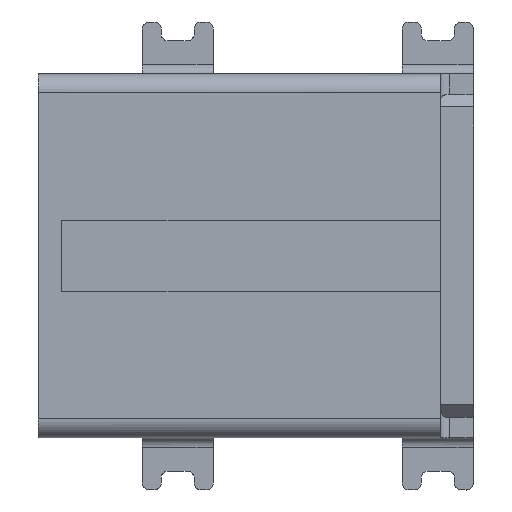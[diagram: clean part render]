
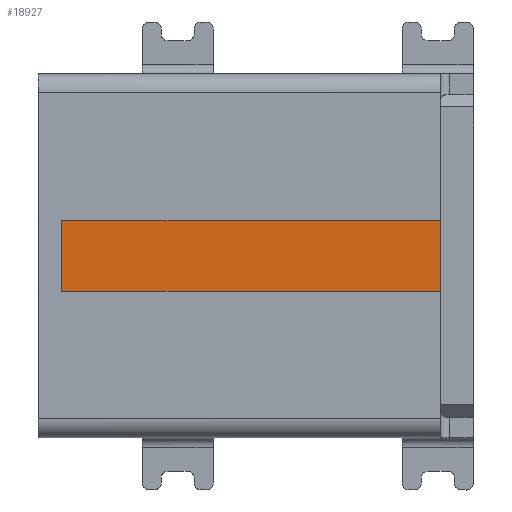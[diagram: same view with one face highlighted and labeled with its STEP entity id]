
A CAD part, top view. The second image highlights one B-rep face of the part: STEP entity #18927.
In plain terms, the highlighted planar face has unit normal (0, 0, 1).
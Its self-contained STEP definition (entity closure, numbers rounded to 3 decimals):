
#18563 = PLANE('',#18564);
#18564 = AXIS2_PLACEMENT_3D('',#18565,#18566,#18567);
#18565 = CARTESIAN_POINT('',(-4.555,0.,
    3.861));
#18566 = DIRECTION('',(1.,0.,0.));
#18567 = DIRECTION('',(0.,1.,0.));
#18591 = PLANE('',#18592);
#18592 = AXIS2_PLACEMENT_3D('',#18593,#18594,#18595);
#18593 = CARTESIAN_POINT('',(-0.555,0.75,
    3.861));
#18594 = DIRECTION('',(0.,-1.,0.));
#18595 = DIRECTION('',(1.,0.,0.));
#18619 = PLANE('',#18620);
#18620 = AXIS2_PLACEMENT_3D('',#18621,#18622,#18623);
#18621 = CARTESIAN_POINT('',(3.445,0.,
    3.861));
#18622 = DIRECTION('',(1.,0.,0.));
#18623 = DIRECTION('',(0.,1.,0.));
#18645 = PLANE('',#18646);
#18646 = AXIS2_PLACEMENT_3D('',#18647,#18648,#18649);
#18647 = CARTESIAN_POINT('',(-0.555,-0.75,
    3.861));
#18648 = DIRECTION('',(0.,1.,0.));
#18649 = DIRECTION('',(-1.,0.,0.));
#18732 = VERTEX_POINT('',#18733);
#18733 = CARTESIAN_POINT('',(-4.555,0.75,
    3.976));
#18754 = EDGE_CURVE('',#18755,#18732,#18757,.T.);
#18755 = VERTEX_POINT('',#18756);
#18756 = CARTESIAN_POINT('',(3.445,0.75,
    3.976));
#18757 = SURFACE_CURVE('',#18758,(#18762,#18769),.PCURVE_S1.);
#18758 = LINE('',#18759,#18760);
#18759 = CARTESIAN_POINT('',(-0.555,0.75,
    3.976));
#18760 = VECTOR('',#18761,1.);
#18761 = DIRECTION('',(-1.,0.,0.));
#18762 = PCURVE('',#18591,#18763);
#18763 = DEFINITIONAL_REPRESENTATION('',(#18764),#18768);
#18764 = LINE('',#18765,#18766);
#18765 = CARTESIAN_POINT('',(0.,0.115));
#18766 = VECTOR('',#18767,1.);
#18767 = DIRECTION('',(-1.,0.));
#18768 = ( GEOMETRIC_REPRESENTATION_CONTEXT(2) 
PARAMETRIC_REPRESENTATION_CONTEXT() REPRESENTATION_CONTEXT('2D SPACE',''
  ) );
#18769 = PCURVE('',#18770,#18775);
#18770 = PLANE('',#18771);
#18771 = AXIS2_PLACEMENT_3D('',#18772,#18773,#18774);
#18772 = CARTESIAN_POINT('',(-0.555,0.,
    3.976));
#18773 = DIRECTION('',(0.,0.,-1.));
#18774 = DIRECTION('',(-1.,0.,0.));
#18775 = DEFINITIONAL_REPRESENTATION('',(#18776),#18780);
#18776 = LINE('',#18777,#18778);
#18777 = CARTESIAN_POINT('',(0.,0.75));
#18778 = VECTOR('',#18779,1.);
#18779 = DIRECTION('',(1.,0.));
#18780 = ( GEOMETRIC_REPRESENTATION_CONTEXT(2) 
PARAMETRIC_REPRESENTATION_CONTEXT() REPRESENTATION_CONTEXT('2D SPACE',''
  ) );
#18808 = VERTEX_POINT('',#18809);
#18809 = CARTESIAN_POINT('',(-4.555,-0.75,
    3.976));
#18830 = EDGE_CURVE('',#18808,#18732,#18831,.T.);
#18831 = SURFACE_CURVE('',#18832,(#18836,#18843),.PCURVE_S1.);
#18832 = LINE('',#18833,#18834);
#18833 = CARTESIAN_POINT('',(-4.555,0.,
    3.976));
#18834 = VECTOR('',#18835,1.);
#18835 = DIRECTION('',(0.,1.,0.));
#18836 = PCURVE('',#18563,#18837);
#18837 = DEFINITIONAL_REPRESENTATION('',(#18838),#18842);
#18838 = LINE('',#18839,#18840);
#18839 = CARTESIAN_POINT('',(0.,0.115));
#18840 = VECTOR('',#18841,1.);
#18841 = DIRECTION('',(1.,0.));
#18842 = ( GEOMETRIC_REPRESENTATION_CONTEXT(2) 
PARAMETRIC_REPRESENTATION_CONTEXT() REPRESENTATION_CONTEXT('2D SPACE',''
  ) );
#18843 = PCURVE('',#18770,#18844);
#18844 = DEFINITIONAL_REPRESENTATION('',(#18845),#18849);
#18845 = LINE('',#18846,#18847);
#18846 = CARTESIAN_POINT('',(4.,0.));
#18847 = VECTOR('',#18848,1.);
#18848 = DIRECTION('',(0.,1.));
#18849 = ( GEOMETRIC_REPRESENTATION_CONTEXT(2) 
PARAMETRIC_REPRESENTATION_CONTEXT() REPRESENTATION_CONTEXT('2D SPACE',''
  ) );
#18857 = EDGE_CURVE('',#18755,#18858,#18860,.T.);
#18858 = VERTEX_POINT('',#18859);
#18859 = CARTESIAN_POINT('',(3.445,-0.75,
    3.976));
#18860 = SURFACE_CURVE('',#18861,(#18865,#18872),.PCURVE_S1.);
#18861 = LINE('',#18862,#18863);
#18862 = CARTESIAN_POINT('',(3.445,0.,
    3.976));
#18863 = VECTOR('',#18864,1.);
#18864 = DIRECTION('',(0.,-1.,0.));
#18865 = PCURVE('',#18619,#18866);
#18866 = DEFINITIONAL_REPRESENTATION('',(#18867),#18871);
#18867 = LINE('',#18868,#18869);
#18868 = CARTESIAN_POINT('',(0.,0.115));
#18869 = VECTOR('',#18870,1.);
#18870 = DIRECTION('',(-1.,0.));
#18871 = ( GEOMETRIC_REPRESENTATION_CONTEXT(2) 
PARAMETRIC_REPRESENTATION_CONTEXT() REPRESENTATION_CONTEXT('2D SPACE',''
  ) );
#18872 = PCURVE('',#18770,#18873);
#18873 = DEFINITIONAL_REPRESENTATION('',(#18874),#18878);
#18874 = LINE('',#18875,#18876);
#18875 = CARTESIAN_POINT('',(-4.,0.));
#18876 = VECTOR('',#18877,1.);
#18877 = DIRECTION('',(0.,-1.));
#18878 = ( GEOMETRIC_REPRESENTATION_CONTEXT(2) 
PARAMETRIC_REPRESENTATION_CONTEXT() REPRESENTATION_CONTEXT('2D SPACE',''
  ) );
#18906 = EDGE_CURVE('',#18858,#18808,#18907,.T.);
#18907 = SURFACE_CURVE('',#18908,(#18912,#18919),.PCURVE_S1.);
#18908 = LINE('',#18909,#18910);
#18909 = CARTESIAN_POINT('',(-0.555,-0.75,
    3.976));
#18910 = VECTOR('',#18911,1.);
#18911 = DIRECTION('',(-1.,0.,0.));
#18912 = PCURVE('',#18645,#18913);
#18913 = DEFINITIONAL_REPRESENTATION('',(#18914),#18918);
#18914 = LINE('',#18915,#18916);
#18915 = CARTESIAN_POINT('',(0.,0.115));
#18916 = VECTOR('',#18917,1.);
#18917 = DIRECTION('',(1.,0.));
#18918 = ( GEOMETRIC_REPRESENTATION_CONTEXT(2) 
PARAMETRIC_REPRESENTATION_CONTEXT() REPRESENTATION_CONTEXT('2D SPACE',''
  ) );
#18919 = PCURVE('',#18770,#18920);
#18920 = DEFINITIONAL_REPRESENTATION('',(#18921),#18925);
#18921 = LINE('',#18922,#18923);
#18922 = CARTESIAN_POINT('',(0.,-0.75));
#18923 = VECTOR('',#18924,1.);
#18924 = DIRECTION('',(1.,0.));
#18925 = ( GEOMETRIC_REPRESENTATION_CONTEXT(2) 
PARAMETRIC_REPRESENTATION_CONTEXT() REPRESENTATION_CONTEXT('2D SPACE',''
  ) );
#18927 = ADVANCED_FACE('',(#18928),#18770,.F.);
#18928 = FACE_BOUND('',#18929,.T.);
#18929 = EDGE_LOOP('',(#18930,#18931,#18932,#18933));
#18930 = ORIENTED_EDGE('',*,*,#18754,.T.);
#18931 = ORIENTED_EDGE('',*,*,#18830,.F.);
#18932 = ORIENTED_EDGE('',*,*,#18906,.F.);
#18933 = ORIENTED_EDGE('',*,*,#18857,.F.);
